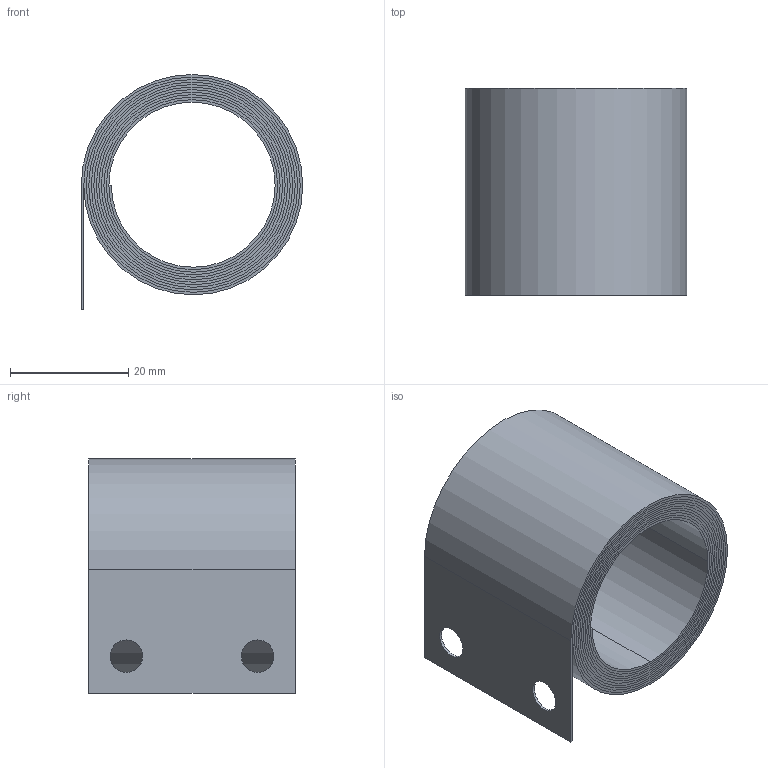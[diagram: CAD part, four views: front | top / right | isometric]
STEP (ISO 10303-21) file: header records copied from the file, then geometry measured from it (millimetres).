
FILE_DESCRIPTION (( 'STEP AP203' ), '1' );
FILE_NAME ('CN08421005_Spring.STEP', '2020-11-25T07:13:14', ( '' ), ( '' ), 'SwSTEP 2.0', 'SolidWorks 2020', '' );
FILE_SCHEMA (( 'CONFIG_CONTROL_DESIGN' ));
Length unit declared in the file: millimetre
Products named in the file (1): CN08421005_Spring
Bounding box: 37.47 x 35 x 39.74 mm (x, y, z)
Volume: 17039.5 mm3; surface area: 81224 mm2
Topology: 1 solids, 1 shells, 76 faces, 222 edges, 148 vertices
Faces by surface type: cylinder 70, plane 6
Entity records: 2691 total; most frequent: DIRECTION 516, CARTESIAN_POINT 447, ORIENTED_EDGE 444, EDGE_CURVE 222, AXIS2_PLACEMENT_3D 217, VERTEX_POINT 148, CIRCLE 140, VECTOR 82
